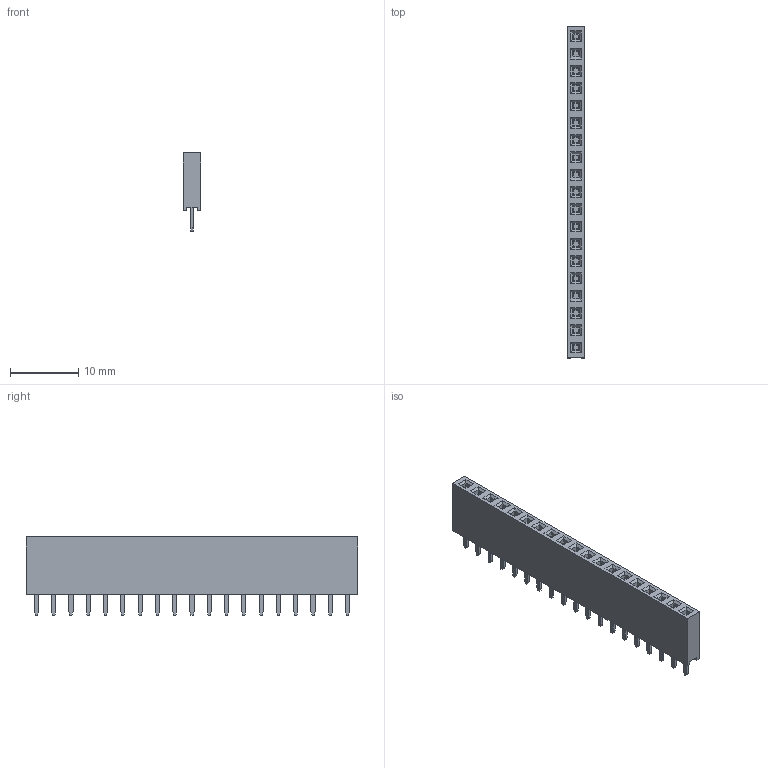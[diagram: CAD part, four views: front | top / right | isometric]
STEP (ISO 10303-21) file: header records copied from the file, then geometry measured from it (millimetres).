
FILE_DESCRIPTION(/* description */ (''),/* implementation_level */ '2;1');
FILE_NAME(/* name */ '19-Pin Header - Female Tall - 2.54mm v2.step',/* time_stamp */ '2024-04-21T17:41:01+02:00',/* author */ (''),/* organization */ (''),/* preprocessor_version */ 'ST-DEVELOPER v20',/* originating_system */ 'Autodesk Translation Framework v12.20.1.177',/* authorisation */ '');
FILE_SCHEMA (('AUTOMOTIVE_DESIGN { 1 0 10303 214 3 1 1 }'));
Length unit declared in the file: millimetre
Products named in the file (2): 19-Pin Header - Female Tall - 2.54mm; 19-Pin Header - Female Tall - 2.54mm_1
Assembly tree (1 placements, depth 2):
  19-Pin Header - Female Tall - 2.54mm
    19-Pin Header - Female Tall - 2.54mm_1
Bounding box: 2.54 x 48.76 x 11.5 mm (x, y, z)
Volume: 937 mm3; surface area: 2523.2 mm2
Topology: 1 solids, 1 shells, 561 faces, 1430 edges, 928 vertices
Faces by surface type: plane 561
Entity records: 16790 total; most frequent: CARTESIAN_POINT 2922, ORIENTED_EDGE 2860, DIRECTION 2558, LINE 1430, VECTOR 1430, EDGE_CURVE 1430, VERTEX_POINT 928, EDGE_LOOP 618
